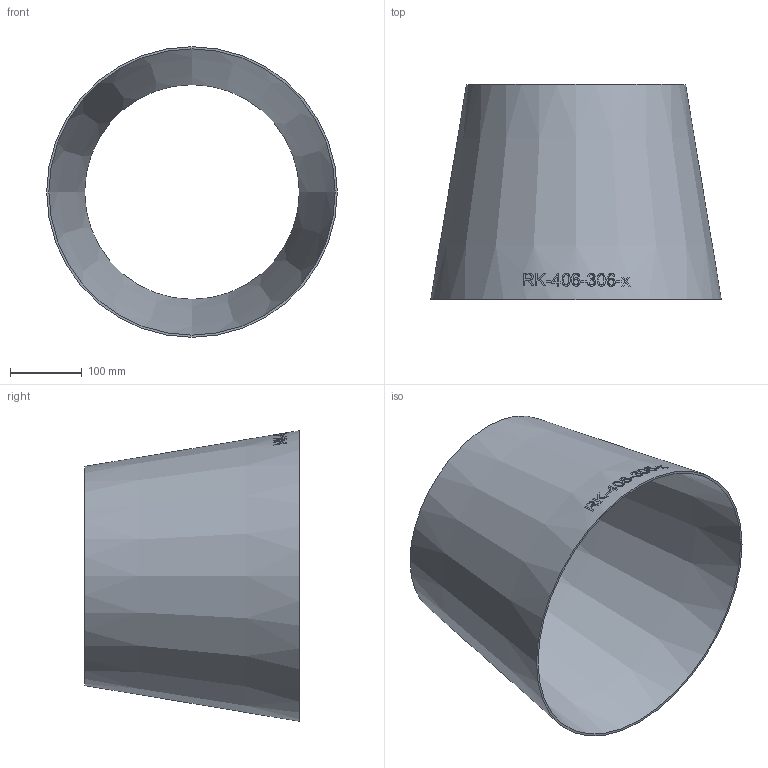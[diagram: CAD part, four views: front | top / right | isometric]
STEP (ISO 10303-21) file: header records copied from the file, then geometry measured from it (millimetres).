
FILE_DESCRIPTION (( 'STEP AP214' ), '1' );
FILE_NAME ('RK-406-306-x Reduzierung L=3(D-d) 2008.STEP', '2020-08-05T09:14:26', ( '' ), ( '' ), 'SwSTEP 2.0', 'SolidWorks 2019', '' );
FILE_SCHEMA (( 'AUTOMOTIVE_DESIGN' ));
Length unit declared in the file: millimetre
Products named in the file (1): RK-406-306-x Reduzierung L=3(D-d) 2008
Bounding box: 406 x 300 x 406 mm (x, y, z)
Volume: 1010624.5 mm3; surface area: 681245.6 mm2
Topology: 1 solids, 1 shells, 163 faces, 429 edges, 286 vertices
Faces by surface type: bspline 141, cone 20, plane 2
Entity records: 32541 total; most frequent: CARTESIAN_POINT 28049, ORIENTED_EDGE 854, EDGE_CURVE 427, B_SPLINE_CURVE_WITH_KNOTS 423, VERTEX_POINT 286, EDGE_LOOP 185, FACE_OUTER_BOUND 163, ADVANCED_FACE 163
